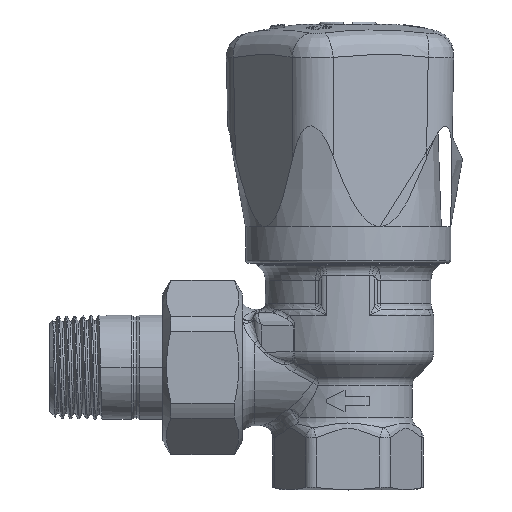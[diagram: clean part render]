
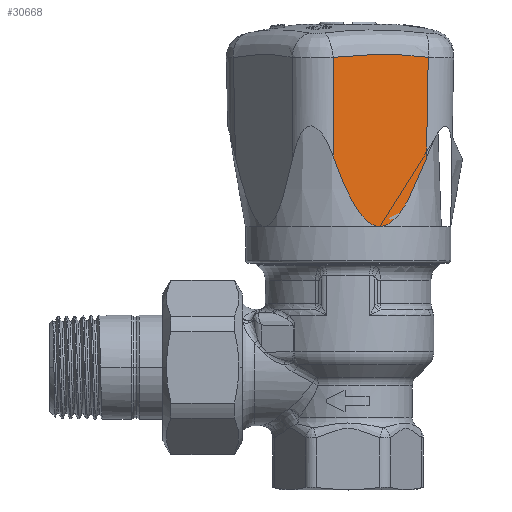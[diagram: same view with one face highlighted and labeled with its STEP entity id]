
A CAD part, top view. The second image highlights one B-rep face of the part: STEP entity #30668.
In plain terms, the highlighted planar face has unit normal (0.309, -0.018, 0.951).
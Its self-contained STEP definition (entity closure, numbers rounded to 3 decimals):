
#23495=DIRECTION('',(-0.007,1.,0.021));
#23496=VECTOR('',#23495,16.45);
#23497=CARTESIAN_POINT('',(-2.327,34.162,
18.573));
#23498=LINE('',#23497,#23496);
#23499=CARTESIAN_POINT('',(-2.327,34.162,
18.573));
#25435=CARTESIAN_POINT('',(12.8,34.162,13.658));
#25437=DIRECTION('',(0.017,1.,0.013));
#25438=VECTOR('',#25437,16.45);
#25439=CARTESIAN_POINT('',(12.8,34.162,13.658));
#25440=LINE('',#25439,#25438);
#25441=CARTESIAN_POINT('',(12.8,34.162,13.658));
#25442=CARTESIAN_POINT('',(12.584,33.572,13.717));
#25443=CARTESIAN_POINT('',(12.163,32.457,13.833));
#25444=CARTESIAN_POINT('',(11.568,30.985,14.));
#25445=CARTESIAN_POINT('',(11.001,29.685,14.16));
#25446=CARTESIAN_POINT('',(10.461,28.543,14.315));
#25447=CARTESIAN_POINT('',(9.947,27.546,14.463));
#25448=CARTESIAN_POINT('',(9.457,26.68,14.607));
#25449=CARTESIAN_POINT('',(8.99,25.933,14.745));
#25450=CARTESIAN_POINT('',(8.544,25.296,14.878));
#25451=CARTESIAN_POINT('',(8.119,24.759,15.006));
#25452=CARTESIAN_POINT('',(7.716,24.312,15.129));
#25453=CARTESIAN_POINT('',(7.334,23.948,15.247));
#25454=CARTESIAN_POINT('',(6.975,23.659,15.358));
#25455=CARTESIAN_POINT('',(6.638,23.434,15.463));
#25456=CARTESIAN_POINT('',(6.323,23.266,15.562));
#25457=CARTESIAN_POINT('',(6.022,23.142,15.658));
#25458=CARTESIAN_POINT('',(5.734,23.059,15.75));
#25459=CARTESIAN_POINT('',(5.454,23.011,15.84));
#25460=CARTESIAN_POINT('',(5.268,23.,15.9));
#25461=CARTESIAN_POINT('',(5.176,23.,15.93));
#25463=CARTESIAN_POINT('',(5.176,23.,15.93));
#25464=CARTESIAN_POINT('',(5.084,23.,15.96));
#25465=CARTESIAN_POINT('',(4.9,23.011,16.02));
#25466=CARTESIAN_POINT('',(4.621,23.059,16.112));
#25467=CARTESIAN_POINT('',(4.334,23.142,16.206));
#25468=CARTESIAN_POINT('',(4.036,23.264,16.306));
#25469=CARTESIAN_POINT('',(3.722,23.432,16.411));
#25470=CARTESIAN_POINT('',(3.389,23.655,16.523));
#25471=CARTESIAN_POINT('',(3.034,23.943,16.643));
#25472=CARTESIAN_POINT('',(2.658,24.305,16.772));
#25473=CARTESIAN_POINT('',(2.26,24.749,16.91));
#25474=CARTESIAN_POINT('',(1.841,25.285,17.056));
#25475=CARTESIAN_POINT('',(1.402,25.921,17.21));
#25476=CARTESIAN_POINT('',(0.942,26.666,
17.373));
#25477=CARTESIAN_POINT('',(0.461,27.532,
17.545));
#25478=CARTESIAN_POINT('',(-0.044,28.531,
17.728));
#25479=CARTESIAN_POINT('',(-0.572,29.673,
17.92));
#25480=CARTESIAN_POINT('',(-1.126,30.976,
18.124));
#25481=CARTESIAN_POINT('',(-1.707,32.452,
18.34));
#25482=CARTESIAN_POINT('',(-2.118,33.57,
18.494));
#25483=CARTESIAN_POINT('',(-2.327,34.162,
18.573));
#25507=CARTESIAN_POINT('',(-2.437,50.609,
18.91));
#25508=CARTESIAN_POINT('',(-1.577,50.715,
18.633));
#25509=CARTESIAN_POINT('',(0.144,50.891,
18.077));
#25510=CARTESIAN_POINT('',(2.734,51.051,17.238));
#25511=CARTESIAN_POINT('',(5.328,51.104,16.397));
#25512=CARTESIAN_POINT('',(7.92,51.051,15.553));
#25513=CARTESIAN_POINT('',(10.509,50.891,14.709));
#25514=CARTESIAN_POINT('',(12.228,50.715,14.147));
#25515=CARTESIAN_POINT('',(13.087,50.609,13.867));
#26083=VERTEX_POINT('',#23499);
#26085=VERTEX_POINT('',#25463);
#26095=VERTEX_POINT('',#25435);
#26098=VERTEX_POINT('',#25507);
#26099=VERTEX_POINT('',#25515);
#30655=CARTESIAN_POINT('',(-26.371,54.379,
26.756));
#30656=DIRECTION('',(-0.309,0.017,-0.951));
#30657=DIRECTION('',(-0.005,-1.,-0.017));
#30658=AXIS2_PLACEMENT_3D('',#30655,#30656,#30657);
#30659=PLANE('',#30658);
#30661=ORIENTED_EDGE('',*,*,#30660,.T.);
#30662=ORIENTED_EDGE('',*,*,#30650,.F.);
#30663=ORIENTED_EDGE('',*,*,#28812,.T.);
#30664=ORIENTED_EDGE('',*,*,#28810,.T.);
#30665=ORIENTED_EDGE('',*,*,#28846,.T.);
#30666=EDGE_LOOP('',(#30661,#30662,#30663,#30664,#30665));
#30667=FACE_OUTER_BOUND('',#30666,.F.);
#30668=ADVANCED_FACE('',(#30667),#30659,.F.);
#25462=B_SPLINE_CURVE_WITH_KNOTS('',3,(#25441,#25442,#25443,#25444,#25445,
#25446,#25447,#25448,#25449,#25450,#25451,#25452,#25453,#25454,#25455,#25456,
#25457,#25458,#25459,#25460,#25461),.UNSPECIFIED.,.F.,.F.,(4,1,1,1,1,1,1,1,1,1,
1,1,1,1,1,1,1,1,4),(0.,0.056,0.111,0.167,
0.222,0.278,0.333,0.389,
0.444,0.5,0.556,0.611,0.667,
0.722,0.778,0.833,0.889,
0.944,1.),.UNSPECIFIED.);
#25484=B_SPLINE_CURVE_WITH_KNOTS('',3,(#25463,#25464,#25465,#25466,#25467,
#25468,#25469,#25470,#25471,#25472,#25473,#25474,#25475,#25476,#25477,#25478,
#25479,#25480,#25481,#25482,#25483),.UNSPECIFIED.,.F.,.F.,(4,1,1,1,1,1,1,1,1,1,
1,1,1,1,1,1,1,1,4),(0.,0.056,0.111,0.167,
0.222,0.278,0.333,0.389,
0.444,0.5,0.556,0.611,0.667,
0.722,0.778,0.833,0.889,
0.944,1.),.UNSPECIFIED.);
#25516=B_SPLINE_CURVE_WITH_KNOTS('',3,(#25507,#25508,#25509,#25510,#25511,
#25512,#25513,#25514,#25515),.UNSPECIFIED.,.F.,.F.,(4,1,1,1,1,1,4),(0.,
0.167,0.333,0.5,0.667,0.833,
1.),.UNSPECIFIED.);
#28810=EDGE_CURVE('',#26085,#26083,#25484,.T.);
#28812=EDGE_CURVE('',#26095,#26085,#25462,.T.);
#28846=EDGE_CURVE('',#26083,#26098,#23498,.T.);
#30650=EDGE_CURVE('',#26095,#26099,#25440,.T.);
#30660=EDGE_CURVE('',#26098,#26099,#25516,.T.);
